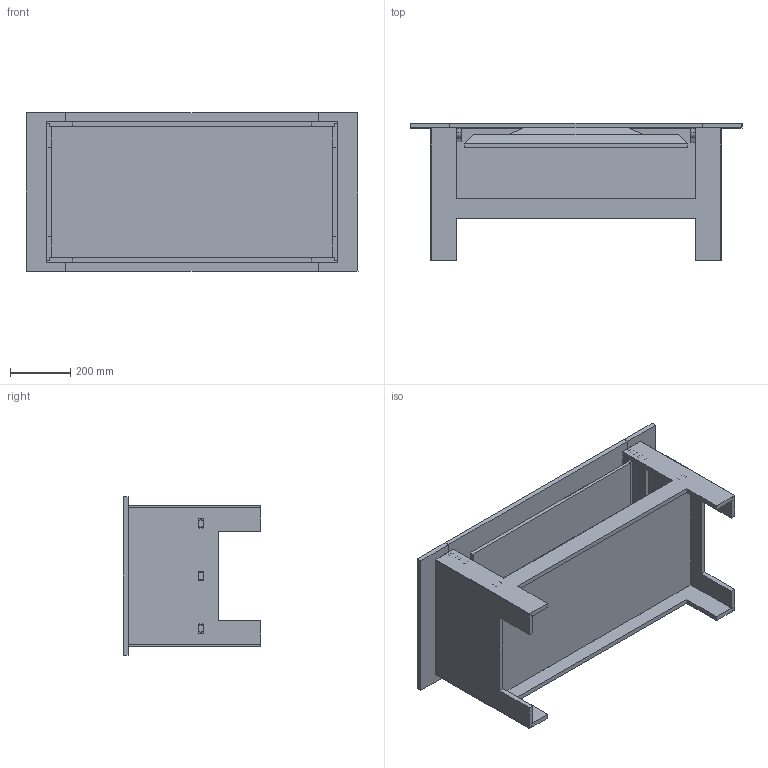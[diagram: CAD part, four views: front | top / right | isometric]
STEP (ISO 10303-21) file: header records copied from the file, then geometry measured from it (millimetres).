
FILE_DESCRIPTION(/* description */ (''),/* implementation_level */ '2;1');
FILE_NAME(/* name */ 'assembled_table_with_tv.step',/* time_stamp */ '2017-03-16T15:54:40+01:00',/* author */ (''),/* organization */ (''),/* preprocessor_version */ 'ST-DEVELOPER v16.5',/* originating_system */ 'Autodesk Translation Framework v5.2.0.2920',/* authorisation */ '');
FILE_SCHEMA (('AUTOMOTIVE_DESIGN { 1 0 10303 214 3 1 1 }'));
Length unit declared in the file: millimetre
Products named in the file (20): tv v56; Assembled; TV (1); small link; large link; lid; bracket; undercarraige; wing; side; internal_mount_plate; internal_mount_plate (1); shelf; front; back; all cutters; key_cutter; bracket(Mirror); large link(Mirror); small link(Mirror)
Assembly tree (22 placements, depth 4):
  tv v56
    Assembled
      TV (1)
      small link
      large link
      lid
        bracket
      undercarraige
        wing  x2
        side  x2
        internal_mount_plate
        internal_mount_plate (1)
        shelf
        front
        back
      all cutters
        key_cutter  x2
      bracket(Mirror)
      large link(Mirror)
      small link(Mirror)
Bounding box: 1100 x 456 x 526 mm (x, y, z)
Volume: 43836639.7 mm3; surface area: 4951069.9 mm2
Topology: 17 solids, 17 shells, 858 faces, 2365 edges, 1576 vertices
Faces by surface type: plane 476, cylinder 382
Full cylindrical faces by diameter (mm): 8 x16
Entity records: 23940 total; most frequent: DIRECTION 4219, CARTESIAN_POINT 4129, ORIENTED_EDGE 4014, EDGE_CURVE 2007, AXIS2_PLACEMENT_3D 1438, VERTEX_POINT 1348, LINE 1343, VECTOR 1343
